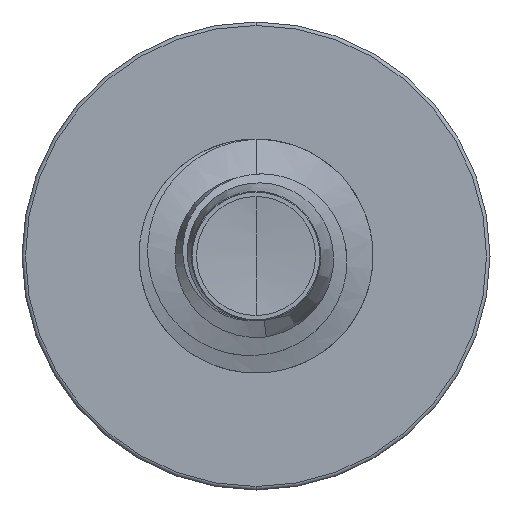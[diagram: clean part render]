
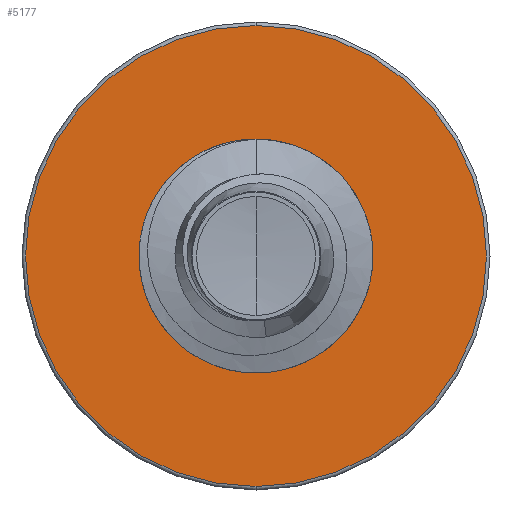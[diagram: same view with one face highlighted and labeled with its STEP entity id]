
A CAD part, front view. The second image highlights one B-rep face of the part: STEP entity #5177.
In plain terms, the highlighted planar face has unit normal (0, -1, 0).
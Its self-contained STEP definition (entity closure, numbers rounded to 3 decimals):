
#7 = CARTESIAN_POINT ( 'NONE',  ( 0., 2., -0.693 ) ) ;
#185 = DIRECTION ( 'NONE',  ( 0., 0., 1. ) ) ;
#207 = DIRECTION ( 'NONE',  ( 0., 1., 0. ) ) ;
#348 = CARTESIAN_POINT ( 'NONE',  ( 0., 2., 0. ) ) ;
#424 = DIRECTION ( 'NONE',  ( 0., 0., 1. ) ) ;
#588 = PLANE ( 'NONE',  #4856 ) ;
#682 = DIRECTION ( 'NONE',  ( 0., 0., 1. ) ) ;
#685 = DIRECTION ( 'NONE',  ( 0., 1., 0. ) ) ;
#692 = CARTESIAN_POINT ( 'NONE',  ( 0., 2., 0. ) ) ;
#990 = CARTESIAN_POINT ( 'NONE',  ( 0., 2., -0.693 ) ) ;
#1011 = CIRCLE ( 'NONE', #7120, 0.693 ) ;
#1035 = ORIENTED_EDGE ( 'NONE', *, *, #2198, .T. ) ;
#1511 = FACE_OUTER_BOUND ( 'NONE', #7118, .T. ) ;
#1515 = AXIS2_PLACEMENT_3D ( 'NONE', #348, #207, #185 ) ;
#1570 = FACE_BOUND ( 'NONE', #5577, .T. ) ;
#1749 = CIRCLE ( 'NONE', #7818, 1.379 ) ;
#2198 = EDGE_CURVE ( 'NONE', #7517, #5562, #2706, .T. ) ;
#2270 = CIRCLE ( 'NONE', #3698, 1.379 ) ;
#2375 = DIRECTION ( 'NONE',  ( 0., 0., 1. ) ) ;
#2388 = DIRECTION ( 'NONE',  ( 0., 1., 0. ) ) ;
#2390 = CARTESIAN_POINT ( 'NONE',  ( 0., 2., 0. ) ) ;
#2667 = CARTESIAN_POINT ( 'NONE',  ( 0., 2., -1.379 ) ) ;
#2706 = CIRCLE ( 'NONE', #1515, 0.693 ) ;
#2791 = CARTESIAN_POINT ( 'NONE',  ( 0., 2., 1.379 ) ) ;
#3012 = DIRECTION ( 'NONE',  ( 0., 0., 1. ) ) ;
#3017 = DIRECTION ( 'NONE',  ( 0., 1., 0. ) ) ;
#3029 = CARTESIAN_POINT ( 'NONE',  ( 0., 2., 0. ) ) ;
#3538 = EDGE_CURVE ( 'NONE', #4078, #6261, #2270, .T. ) ;
#3698 = AXIS2_PLACEMENT_3D ( 'NONE', #3029, #3017, #3012 ) ;
#4078 = VERTEX_POINT ( 'NONE', #2667 ) ;
#4102 = CARTESIAN_POINT ( 'NONE',  ( 0., 2., 0.693 ) ) ;
#4774 = EDGE_CURVE ( 'NONE', #6261, #4078, #1749, .T. ) ;
#4856 = AXIS2_PLACEMENT_3D ( 'NONE', #7, #8114, #424 ) ;
#4987 = ORIENTED_EDGE ( 'NONE', *, *, #3538, .F. ) ;
#5177 = ADVANCED_FACE ( 'NONE', ( #1511, #1570 ), #588, .F. ) ;
#5562 = VERTEX_POINT ( 'NONE', #990 ) ;
#5577 = EDGE_LOOP ( 'NONE', ( #1035, #6733 ) ) ;
#6081 = EDGE_CURVE ( 'NONE', #5562, #7517, #1011, .T. ) ;
#6261 = VERTEX_POINT ( 'NONE', #2791 ) ;
#6733 = ORIENTED_EDGE ( 'NONE', *, *, #6081, .T. ) ;
#6936 = ORIENTED_EDGE ( 'NONE', *, *, #4774, .F. ) ;
#7118 = EDGE_LOOP ( 'NONE', ( #6936, #4987 ) ) ;
#7120 = AXIS2_PLACEMENT_3D ( 'NONE', #2390, #2388, #2375 ) ;
#7517 = VERTEX_POINT ( 'NONE', #4102 ) ;
#7818 = AXIS2_PLACEMENT_3D ( 'NONE', #692, #685, #682 ) ;
#8114 = DIRECTION ( 'NONE',  ( 0., 1., 0. ) ) ;
